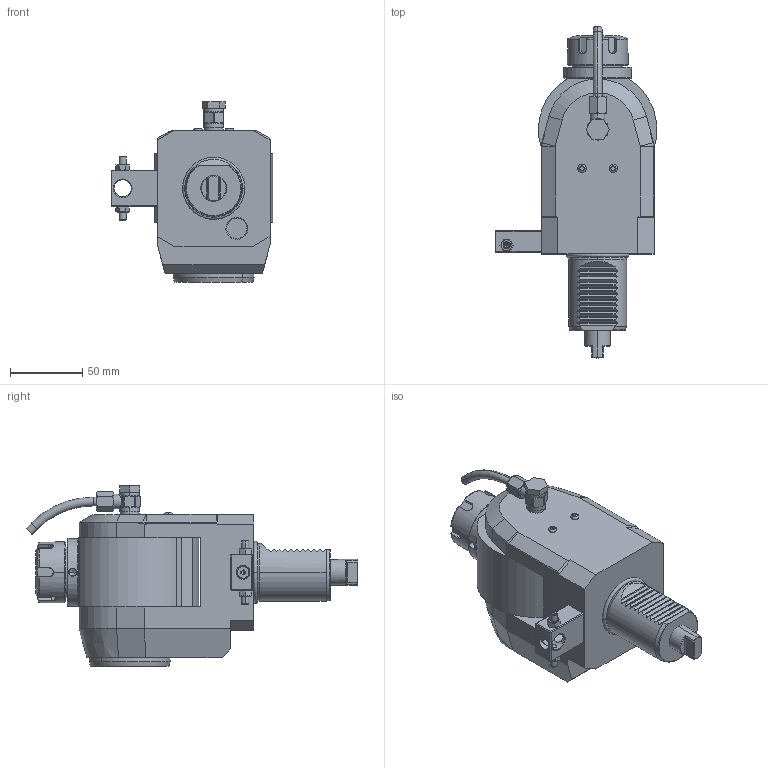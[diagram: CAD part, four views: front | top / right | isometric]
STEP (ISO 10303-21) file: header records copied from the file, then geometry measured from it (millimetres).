
FILE_DESCRIPTION((''),'2;1');
FILE_NAME('NGT1_40_521_25_2_2','2020-06-12T',('vali'),('NOVA GRUP'),'PRO/ENGINEER BY PARAMETRIC TECHNOLOGY CORPORATION, 2010280','PRO/ENGINEER BY PARAMETRIC TECHNOLOGY CORPORATION, 2010280','');
FILE_SCHEMA(('CONFIG_CONTROL_DESIGN'));
Length unit declared in the file: millimetre
Products named in the file (1): NGT1_40_521_25_2_2
Bounding box: 111.99 x 229.67 x 124.9 mm (x, y, z)
Volume: 927585.7 mm3; surface area: 83530.2 mm2
Topology: 1 solids, 3 shells, 583 faces, 1450 edges, 883 vertices
Faces by surface type: plane 254, cylinder 140, bspline 78, cone 73, torus 38
Entity records: 25746 total; most frequent: CARTESIAN_POINT 12753, ORIENTED_EDGE 2860, DIRECTION 2392, EDGE_CURVE 1430, VERTEX_POINT 883, AXIS2_PLACEMENT_3D 838, VECTOR 716, LINE 716
